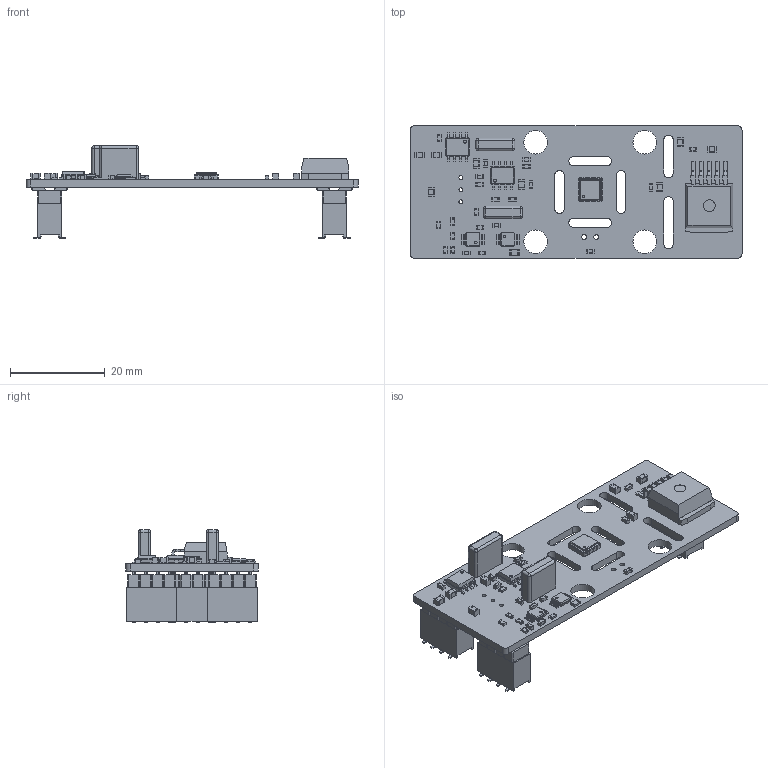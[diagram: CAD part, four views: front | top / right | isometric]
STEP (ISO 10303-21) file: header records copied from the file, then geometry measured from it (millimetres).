
FILE_DESCRIPTION(/* description */ (''),/* implementation_level */ '2;1');
FILE_NAME(/* name */ 'volt_nut.step',/* time_stamp */ '2024-08-16T19:16:39+02:00',/* author */ (''),/* organization */ (''),/* preprocessor_version */ 'ST-DEVELOPER v20',/* originating_system */ 'Autodesk Translation Framework v13.14.0.145',/* authorisation */ '');
FILE_SCHEMA (('AUTOMOTIVE_DESIGN { 1 0 10303 214 3 1 1 }'));
Length unit declared in the file: millimetre
Products named in the file (25): volt_nut_2; TO-263-5_TabPin3; CQ assembly; R_0805_2012Metric (1); R_0805_2012Metric; C_0805_2012Metric (1); C_0805_2012Metric; MSOP-10_3x3mm_P0.5mm; MSOP_10_3x3mm_P05mm; R_0603_1608Metric (1); R_0603_1608Metric; Analog_LCC-8_5x5mm_P1.27mm; Mirrored; C_0603_1608Metric (1); C_0603_1608Metric; SOIC-8_3.9x4.9mm_P1.27mm; SOIC_8_39x49mm_P127mm; PinHeader_2x04_P2.54mm_Vertical_SMD; PinHeader_2x04_P254mm_Vertical_SMD; volt_nut_2_PCB; 61000821821 (rev1); 61000821821 (rev1)_1; 61000821821 (rev1)_2; 6100xx21821_PIN; 61000821821
Assembly tree (80 placements, depth 3):
  volt_nut_2
    C_0603_1608Metric (1)  x13
      C_0603_1608Metric
    TO-263-5_TabPin3
      CQ assembly
    C_0805_2012Metric (1)  x8
      C_0805_2012Metric
    R_0603_1608Metric (1)  x9
      R_0603_1608Metric
    MSOP-10_3x3mm_P0.5mm  x2
      MSOP_10_3x3mm_P05mm
    R_0805_2012Metric (1)
      R_0805_2012Metric
    Analog_LCC-8_5x5mm_P1.27mm
      Mirrored
    SOIC-8_3.9x4.9mm_P1.27mm  x2
      SOIC_8_39x49mm_P127mm
    PinHeader_2x04_P2.54mm_Vertical_SMD  x3
      PinHeader_2x04_P254mm_Vertical_SMD
    volt_nut_2_PCB
    61000821821 (rev1)
      6100xx21821_PIN  x8
      61000821821
    61000821821 (rev1)_1
      6100xx21821_PIN  x8
      61000821821
    61000821821 (rev1)_2
      6100xx21821_PIN  x8
      61000821821
Bounding box: 70 x 28 x 19.55 mm (x, y, z)
Volume: 4957.6 mm3; surface area: 9822.8 mm2
Topology: 74 solids, 74 shells, 4432 faces, 11616 edges, 7436 vertices
Faces by surface type: plane 3137, cylinder 1183, bspline 96, sphere 8, cone 4, torus 4
Full cylindrical faces by diameter (mm): 0.5 x3, 0.6 x2, 0.762 x6, 0.8 x3, 1 x2, 2.5 x1, 5 x4
Entity records: 37446 total; most frequent: CARTESIAN_POINT 6341, DIRECTION 6092, ORIENTED_EDGE 6052, EDGE_CURVE 3026, LINE 2502, VECTOR 2502, VERTEX_POINT 1916, AXIS2_PLACEMENT_3D 1795
